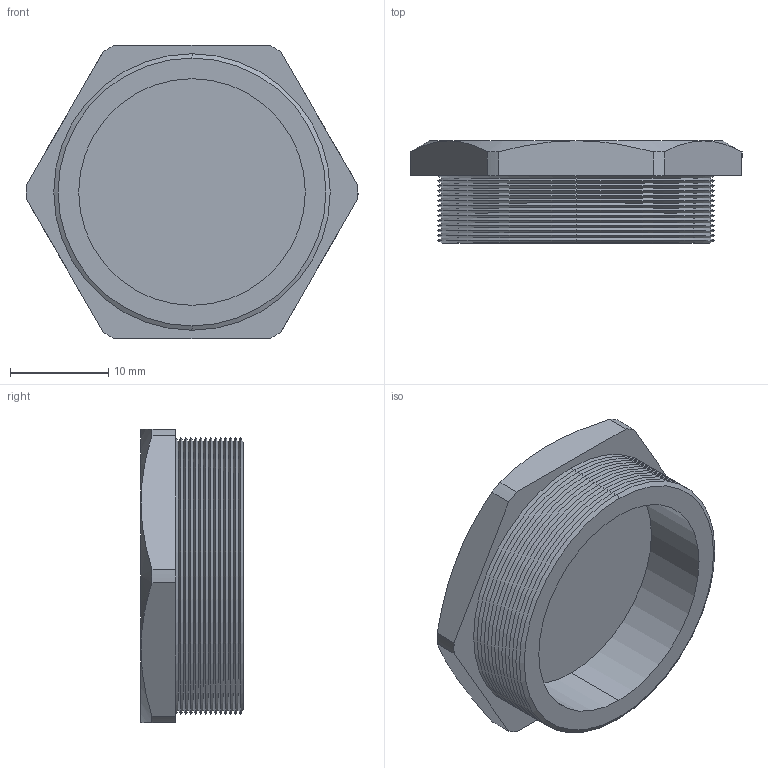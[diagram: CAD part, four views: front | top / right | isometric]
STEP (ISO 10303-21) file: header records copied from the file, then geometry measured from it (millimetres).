
FILE_DESCRIPTION (( 'STEP AP203' ), '1' );
FILE_NAME ('HP-21-BR.STEP', '2008-04-01T08:24:42', ( 'Baystate-05' ), ( 'BayState InfoTech' ), 'SwSTEP 2.0', 'SolidWorks 2007', '' );
FILE_SCHEMA (( 'CONFIG_CONTROL_DESIGN' ));
Length unit declared in the file: inch
Products named in the file (1): HP-21-BR
Bounding box: 33.87 x 10.41 x 29.97 mm (x, y, z)
Volume: 4005.4 mm3; surface area: 3539.1 mm2
Topology: 1 solids, 1 shells, 78 faces, 164 edges, 90 vertices
Faces by surface type: cone 60, plane 10, cylinder 8
Entity records: 2169 total; most frequent: CARTESIAN_POINT 405, DIRECTION 388, ORIENTED_EDGE 328, EDGE_CURVE 164, AXIS2_PLACEMENT_3D 157, VERTEX_POINT 90, EDGE_LOOP 80, CIRCLE 78
